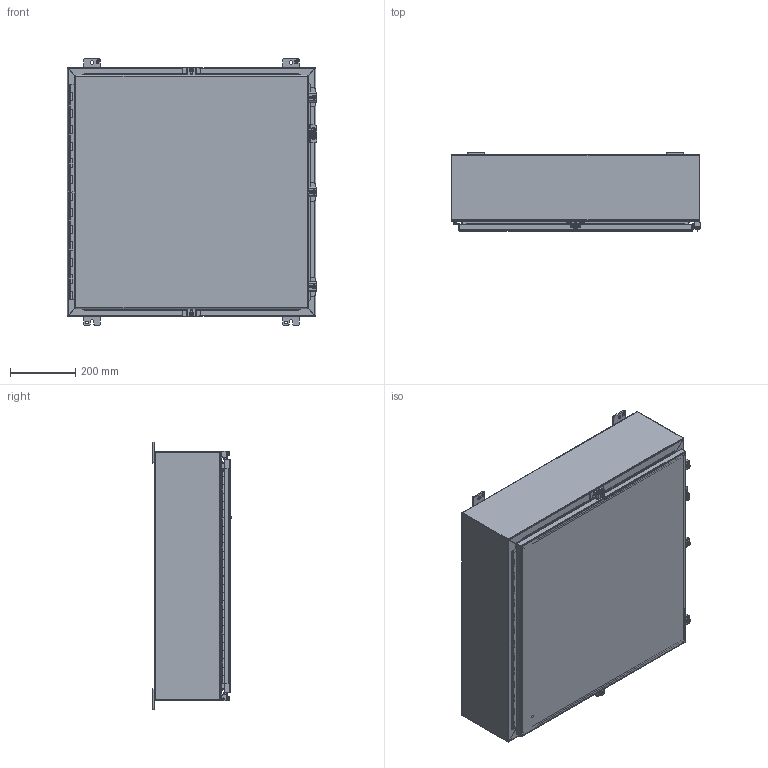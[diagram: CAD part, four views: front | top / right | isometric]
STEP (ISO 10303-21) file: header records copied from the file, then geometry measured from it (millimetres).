
FILE_DESCRIPTION (( 'STEP AP203' ), '1' );
FILE_NAME ('1418N4KK8_Default.step', '2019-10-31T22:18:21', ( 'ADC123' ), ( 'Microsoft' ), 'SwSTEP 2.0', 'SolidWorks 2019', '' );
FILE_SCHEMA (( 'CONFIG_CONTROL_DESIGN' ));
Length unit declared in the file: inch
Products named in the file (1): 1418N4KK8_Default
Bounding box: 765.2 x 239.7 x 819.15 mm (x, y, z)
Volume: 5371243.3 mm3; surface area: 5526155.2 mm2
Topology: 46 solids, 47 shells, 1703 faces, 4441 edges, 2874 vertices
Faces by surface type: plane 1027, cylinder 590, bspline 68, cone 18
Entity records: 54990 total; most frequent: CARTESIAN_POINT 12717, ORIENTED_EDGE 8874, DIRECTION 8655, EDGE_CURVE 4437, VECTOR 3099, LINE 3099, VERTEX_POINT 2874, AXIS2_PLACEMENT_3D 2778
